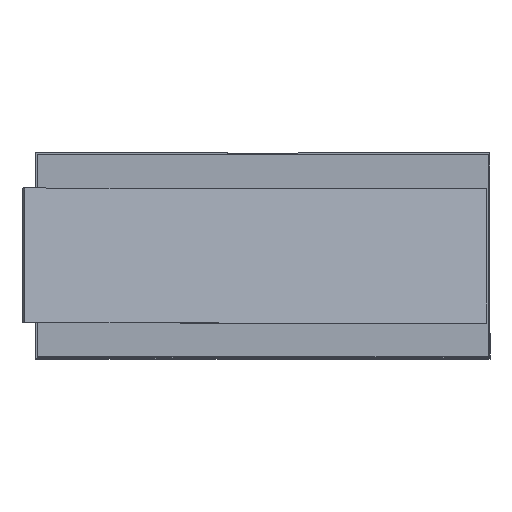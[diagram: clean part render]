
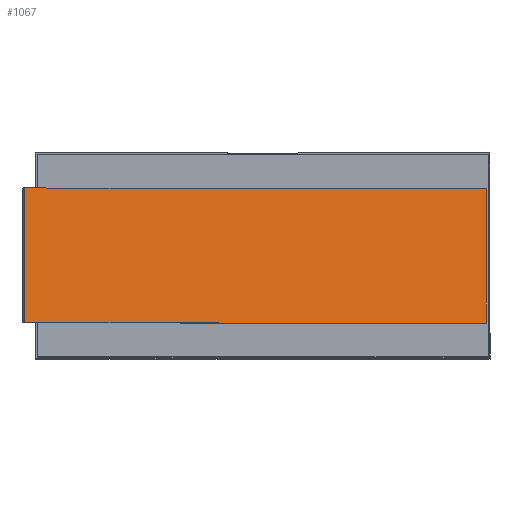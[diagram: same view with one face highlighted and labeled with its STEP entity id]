
A CAD part, top view. The second image highlights one B-rep face of the part: STEP entity #1067.
In plain terms, the highlighted face is planar.
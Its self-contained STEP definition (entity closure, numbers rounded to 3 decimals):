
#63=PLANE('',#1246);
#113=FACE_OUTER_BOUND('',#174,.T.);
#174=EDGE_LOOP('',(#792,#793,#794,#795));
#241=LINE('',#1652,#366);
#246=LINE('',#1664,#371);
#252=LINE('',#1675,#377);
#253=LINE('',#1677,#378);
#366=VECTOR('',#1344,10.);
#371=VECTOR('',#1355,10.);
#377=VECTOR('',#1367,10.);
#378=VECTOR('',#1370,10.);
#515=VERTEX_POINT('',#1649);
#516=VERTEX_POINT('',#1651);
#519=VERTEX_POINT('',#1661);
#520=VERTEX_POINT('',#1663);
#614=EDGE_CURVE('',#516,#515,#241,.T.);
#620=EDGE_CURVE('',#520,#519,#246,.T.);
#626=EDGE_CURVE('',#515,#520,#252,.T.);
#627=EDGE_CURVE('',#519,#516,#253,.T.);
#792=ORIENTED_EDGE('',*,*,#627,.T.);
#793=ORIENTED_EDGE('',*,*,#614,.T.);
#794=ORIENTED_EDGE('',*,*,#626,.T.);
#795=ORIENTED_EDGE('',*,*,#620,.T.);
#1067=ADVANCED_FACE('',(#113),#63,.T.);
#1246=AXIS2_PLACEMENT_3D('',#1678,#1371,#1372);
#1344=DIRECTION('',(0.962,0.,0.272));
#1355=DIRECTION('',(-0.962,0.,-0.272));
#1367=DIRECTION('',(0.,1.,0.));
#1370=DIRECTION('',(0.,-1.,0.));
#1371=DIRECTION('center_axis',(-0.272,0.,0.962));
#1372=DIRECTION('ref_axis',(-0.962,0.,-0.272));
#1649=CARTESIAN_POINT('',(6.7,-1.9,10.427));
#1651=CARTESIAN_POINT('',(-6.3,-1.9,6.75));
#1652=CARTESIAN_POINT('',(-6.3,-1.9,6.75));
#1661=CARTESIAN_POINT('',(-6.3,1.9,6.75));
#1663=CARTESIAN_POINT('',(6.7,1.9,10.427));
#1664=CARTESIAN_POINT('',(6.7,1.9,10.427));
#1675=CARTESIAN_POINT('',(6.7,-1.9,10.427));
#1677=CARTESIAN_POINT('',(-6.3,0.,6.75));
#1678=CARTESIAN_POINT('Origin',(0.2,0.,
8.589));
